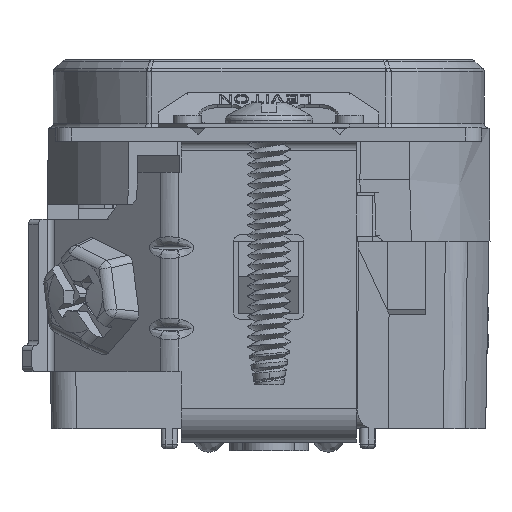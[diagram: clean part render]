
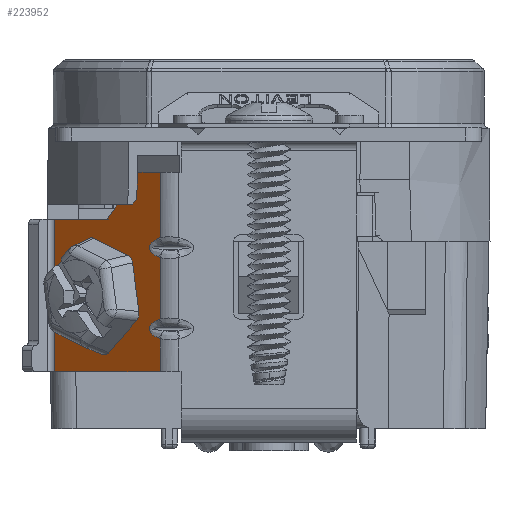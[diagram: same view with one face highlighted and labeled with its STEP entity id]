
A CAD part, front view. The second image highlights one B-rep face of the part: STEP entity #223952.
In plain terms, the highlighted planar face has unit normal (-0.682, -0.731, 0).
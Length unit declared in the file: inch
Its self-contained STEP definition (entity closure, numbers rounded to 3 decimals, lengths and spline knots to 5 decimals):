
#247 = CARTESIAN_POINT ( 'NONE',  ( -0.6106, -2.46687, -0.94541 ) ) ;
#2446 = CARTESIAN_POINT ( 'NONE',  ( -0.33636, -2.7226, -1.07521 ) ) ;
#5145 = LINE ( 'NONE', #114083, #21113 ) ;
#7273 = CARTESIAN_POINT ( 'NONE',  ( -0.33636, -2.7226, -0.76562 ) ) ;
#8650 = DIRECTION ( 'NONE',  ( -0.709, 0.661, 0.248 ) ) ;
#8838 = ORIENTED_EDGE ( 'NONE', *, *, #103069, .F. ) ;
#9347 = DIRECTION ( 'NONE',  ( 0.731, -0.682, 0. ) ) ;
#11611 = VECTOR ( 'NONE', #156788, 39.37008 ) ;
#13877 = VECTOR ( 'NONE', #68163, 39.37008 ) ;
#16396 = ORIENTED_EDGE ( 'NONE', *, *, #267499, .T. ) ;
#16856 = DIRECTION ( 'NONE',  ( -0.682, -0.731, 0. ) ) ;
#17253 = VERTEX_POINT ( 'NONE', #133530 ) ;
#20686 =( BOUNDED_CURVE ( )  B_SPLINE_CURVE ( 3, ( #2446, #89606, #254565, #194589 ),
 .UNSPECIFIED., .F., .F. ) 
 B_SPLINE_CURVE_WITH_KNOTS ( ( 4, 4 ),
 ( 5.32111, 7.24526 ),
 .UNSPECIFIED. ) 
 CURVE ( )  GEOMETRIC_REPRESENTATION_ITEM ( )  RATIONAL_B_SPLINE_CURVE ( ( 1., 0.715, 0.715, 1. ) ) 
 REPRESENTATION_ITEM ( '' )  );
#21113 = VECTOR ( 'NONE', #238204, 39.37008 ) ;
#21427 = EDGE_CURVE ( 'NONE', #180876, #97107, #20686, .T. ) ;
#22569 = CARTESIAN_POINT ( 'NONE',  ( -0.33636, -2.7226, -1.01562 ) ) ;
#24241 = CARTESIAN_POINT ( 'NONE',  ( -0.7327, -2.35301, -0.90406 ) ) ;
#27257 = CIRCLE ( 'NONE', #62053, 0.115 ) ;
#28507 = VECTOR ( 'NONE', #9347, 39.37008 ) ;
#31149 = CARTESIAN_POINT ( 'NONE',  ( -0.33386, -2.72494, -1.17741 ) ) ;
#34205 = EDGE_CURVE ( 'NONE', #107479, #84791, #5145, .T. ) ;
#35374 = EDGE_CURVE ( 'NONE', #97107, #140714, #220476, .T. ) ;
#38197 = CARTESIAN_POINT ( 'NONE',  ( -0.38187, -2.68017, -0.80931 ) ) ;
#38678 = EDGE_CURVE ( 'NONE', #249525, #187761, #47824, .T. ) ;
#39297 = EDGE_CURVE ( 'NONE', #166467, #166467, #27257, .T. ) ;
#40693 = EDGE_CURVE ( 'NONE', #141802, #162400, #85597, .T. ) ;
#42602 = CARTESIAN_POINT ( 'NONE',  ( -0.33386, -2.72494, -0.82608 ) ) ;
#46899 = EDGE_CURVE ( 'NONE', #17253, #84791, #234364, .T. ) ;
#47630 = CARTESIAN_POINT ( 'NONE',  ( -0.66033, -2.4205, -0.70762 ) ) ;
#47824 = LINE ( 'NONE', #111736, #13877 ) ;
#50361 = CARTESIAN_POINT ( 'NONE',  ( -0.49895, -2.57099, -0.70762 ) ) ;
#52568 = CARTESIAN_POINT ( 'NONE',  ( -0.60256, -2.47437, -0.98222 ) ) ;
#62053 = AXIS2_PLACEMENT_3D ( 'NONE', #250172, #229773, #162926 ) ;
#62971 = VECTOR ( 'NONE', #85528, 39.37008 ) ;
#63624 = EDGE_CURVE ( 'NONE', #188242, #172735, #132617, .T. ) ;
#64675 = CARTESIAN_POINT ( 'NONE',  ( -0.33386, -2.72494, -0.56262 ) ) ;
#65406 = EDGE_CURVE ( 'NONE', #119704, #162400, #85994, .T. ) ;
#68163 = DIRECTION ( 'NONE',  ( 0., 0., 1. ) ) ;
#68376 = EDGE_CURVE ( 'NONE', #140714, #188242, #174569, .T. ) ;
#69516 = CARTESIAN_POINT ( 'NONE',  ( -0.33386, -2.72494, -0.76474 ) ) ;
#70985 = CARTESIAN_POINT ( 'NONE',  ( -0.33386, -2.72494, -1.29141 ) ) ;
#71270 = CARTESIAN_POINT ( 'NONE',  ( -0.38187, -2.68017, -0.78151 ) ) ;
#71337 = PLANE ( 'NONE',  #164382 ) ;
#74950 = ORIENTED_EDGE ( 'NONE', *, *, #46899, .F. ) ;
#75585 = VECTOR ( 'NONE', #211461, 39.37008 ) ;
#80841 = ORIENTED_EDGE ( 'NONE', *, *, #63624, .T. ) ;
#82869 = VECTOR ( 'NONE', #186321, 39.37008 ) ;
#84195 = LINE ( 'NONE', #24241, #62971 ) ;
#84791 = VERTEX_POINT ( 'NONE', #50361 ) ;
#85472 = LINE ( 'NONE', #168572, #169026 ) ;
#85528 = DIRECTION ( 'NONE',  ( 0.709, -0.661, 0.248 ) ) ;
#85597 = LINE ( 'NONE', #127830, #160980 ) ;
#85994 = LINE ( 'NONE', #169125, #75585 ) ;
#86557 = CARTESIAN_POINT ( 'NONE',  ( -0.33636, -2.7226, -1.07521 ) ) ;
#89606 = CARTESIAN_POINT ( 'NONE',  ( -0.38187, -2.68017, -1.05931 ) ) ;
#92144 = VECTOR ( 'NONE', #8650, 39.37008 ) ;
#93345 = CARTESIAN_POINT ( 'NONE',  ( -0.33386, -2.72494, -1.01474 ) ) ;
#94520 = FACE_OUTER_BOUND ( 'NONE', #234829, .T. ) ;
#94749 = ORIENTED_EDGE ( 'NONE', *, *, #259949, .T. ) ;
#97107 = VERTEX_POINT ( 'NONE', #22569 ) ;
#99101 = CARTESIAN_POINT ( 'NONE',  ( -0.68885, -2.3939, -1.13874 ) ) ;
#99507 = CARTESIAN_POINT ( 'NONE',  ( -0.55872, -2.51525, -0.74754 ) ) ;
#101241 = DIRECTION ( 'NONE',  ( -0.731, 0.682, 0. ) ) ;
#103069 = EDGE_CURVE ( 'NONE', #249525, #219748, #214616, .T. ) ;
#107132 = CARTESIAN_POINT ( 'NONE',  ( -0.46238, -2.60509, -0.56262 ) ) ;
#107479 = VERTEX_POINT ( 'NONE', #253635 ) ;
#110466 = EDGE_CURVE ( 'NONE', #143866, #119704, #84195, .T. ) ;
#110905 = CARTESIAN_POINT ( 'NONE',  ( -0.33386, -2.72494, -1.17741 ) ) ;
#111736 = CARTESIAN_POINT ( 'NONE',  ( -0.33386, -2.72494, -1.29141 ) ) ;
#112170 = CARTESIAN_POINT ( 'NONE',  ( -0.46238, -2.60509, -0.56262 ) ) ;
#114051 = CARTESIAN_POINT ( 'NONE',  ( -0.33636, -2.7226, -0.76562 ) ) ;
#114083 = CARTESIAN_POINT ( 'NONE',  ( -0.49895, -2.57099, -0.70762 ) ) ;
#119704 = VERTEX_POINT ( 'NONE', #69516 ) ;
#123650 = DIRECTION ( 'NONE',  ( 0., 0., 1. ) ) ;
#127830 = CARTESIAN_POINT ( 'NONE',  ( -0.46238, -2.60509, -0.56262 ) ) ;
#132617 = LINE ( 'NONE', #99507, #92144 ) ;
#133530 = CARTESIAN_POINT ( 'NONE',  ( -0.66033, -2.4205, -0.70762 ) ) ;
#140714 = VERTEX_POINT ( 'NONE', #93345 ) ;
#141382 = EDGE_CURVE ( 'NONE', #187761, #180876, #156078, .T. ) ;
#141646 = CARTESIAN_POINT ( 'NONE',  ( -0.33636, -2.7226, -0.82521 ) ) ;
#141802 = VERTEX_POINT ( 'NONE', #112170 ) ;
#143866 = VERTEX_POINT ( 'NONE', #114051 ) ;
#147827 = DIRECTION ( 'NONE',  ( -0.731, 0.682, 0. ) ) ;
#156078 = LINE ( 'NONE', #52568, #188861 ) ;
#156788 = DIRECTION ( 'NONE',  ( 0., 0., 1. ) ) ;
#157253 = ORIENTED_EDGE ( 'NONE', *, *, #39297, .T. ) ;
#160980 = VECTOR ( 'NONE', #168701, 39.37008 ) ;
#162400 = VERTEX_POINT ( 'NONE', #64675 ) ;
#162926 = DIRECTION ( 'NONE',  ( -0.731, 0.682, 0. ) ) ;
#164382 = AXIS2_PLACEMENT_3D ( 'NONE', #203583, #16856, #101241 ) ;
#166467 = VERTEX_POINT ( 'NONE', #247 ) ;
#168572 = CARTESIAN_POINT ( 'NONE',  ( -0.66033, -2.4205, -1.29141 ) ) ;
#168701 = DIRECTION ( 'NONE',  ( 0.731, -0.682, 0. ) ) ;
#169026 = VECTOR ( 'NONE', #123650, 39.37008 ) ;
#169125 = CARTESIAN_POINT ( 'NONE',  ( -0.33386, -2.72494, -1.29141 ) ) ;
#172735 = VERTEX_POINT ( 'NONE', #244643 ) ;
#174569 = LINE ( 'NONE', #70985, #11611 ) ;
#180876 = VERTEX_POINT ( 'NONE', #86557 ) ;
#181927 = DIRECTION ( 'NONE',  ( -0.709, 0.661, 0.248 ) ) ;
#182279 = EDGE_LOOP ( 'NONE', ( #157253 ) ) ;
#186321 = DIRECTION ( 'NONE',  ( 0., 0., -1. ) ) ;
#187761 = VERTEX_POINT ( 'NONE', #191945 ) ;
#188242 = VERTEX_POINT ( 'NONE', #42602 ) ;
#188861 = VECTOR ( 'NONE', #181927, 39.37008 ) ;
#191738 = VECTOR ( 'NONE', #147827, 39.37008 ) ;
#191794 = ORIENTED_EDGE ( 'NONE', *, *, #264832, .F. ) ;
#191945 = CARTESIAN_POINT ( 'NONE',  ( -0.33386, -2.72494, -1.07608 ) ) ;
#192109 = ORIENTED_EDGE ( 'NONE', *, *, #35374, .T. ) ;
#193998 = ORIENTED_EDGE ( 'NONE', *, *, #65406, .T. ) ;
#194589 = CARTESIAN_POINT ( 'NONE',  ( -0.33636, -2.7226, -1.01562 ) ) ;
#195152 = ORIENTED_EDGE ( 'NONE', *, *, #68376, .T. ) ;
#196485 = ORIENTED_EDGE ( 'NONE', *, *, #34205, .T. ) ;
#199519 = FACE_BOUND ( 'NONE', #182279, .T. ) ;
#201878 = ORIENTED_EDGE ( 'NONE', *, *, #110466, .T. ) ;
#203583 = CARTESIAN_POINT ( 'NONE',  ( -0.66033, -2.4205, -1.29141 ) ) ;
#210850 = LINE ( 'NONE', #107132, #82869 ) ;
#211461 = DIRECTION ( 'NONE',  ( 0., 0., 1. ) ) ;
#213589 = CARTESIAN_POINT ( 'NONE',  ( -0.66033, -2.4205, -1.17741 ) ) ;
#214616 = LINE ( 'NONE', #110905, #191738 ) ;
#219748 = VERTEX_POINT ( 'NONE', #213589 ) ;
#220476 = LINE ( 'NONE', #99101, #243070 ) ;
#223952 = ADVANCED_FACE ( 'NONE', ( #94520, #199519 ), #71337, .T. ) ;
#229773 = DIRECTION ( 'NONE',  ( 0.682, 0.731, 0. ) ) ;
#231361 = ORIENTED_EDGE ( 'NONE', *, *, #38678, .T. ) ;
#234364 = LINE ( 'NONE', #47630, #28507 ) ;
#234829 = EDGE_LOOP ( 'NONE', ( #193998, #254972, #94749, #196485, #74950, #191794, #8838, #231361, #259953, #258367, #192109, #195152, #80841, #16396, #201878 ) ) ;
#237299 =( BOUNDED_CURVE ( )  B_SPLINE_CURVE ( 3, ( #141646, #38197, #71270, #7273 ),
 .UNSPECIFIED., .F., .F. ) 
 B_SPLINE_CURVE_WITH_KNOTS ( ( 4, 4 ),
 ( 5.32111, 7.24526 ),
 .UNSPECIFIED. ) 
 CURVE ( )  GEOMETRIC_REPRESENTATION_ITEM ( )  RATIONAL_B_SPLINE_CURVE ( ( 1., 0.715, 0.715, 1. ) ) 
 REPRESENTATION_ITEM ( '' )  );
#238204 = DIRECTION ( 'NONE',  ( -0.517, 0.482, -0.707 ) ) ;
#243070 = VECTOR ( 'NONE', #265317, 39.37008 ) ;
#244643 = CARTESIAN_POINT ( 'NONE',  ( -0.33636, -2.7226, -0.82521 ) ) ;
#249525 = VERTEX_POINT ( 'NONE', #31149 ) ;
#250172 = CARTESIAN_POINT ( 'NONE',  ( -0.52649, -2.5453, -0.94541 ) ) ;
#253635 = CARTESIAN_POINT ( 'NONE',  ( -0.46238, -2.60509, -0.65762 ) ) ;
#254565 = CARTESIAN_POINT ( 'NONE',  ( -0.38187, -2.68017, -1.03151 ) ) ;
#254972 = ORIENTED_EDGE ( 'NONE', *, *, #40693, .F. ) ;
#258367 = ORIENTED_EDGE ( 'NONE', *, *, #21427, .T. ) ;
#259949 = EDGE_CURVE ( 'NONE', #141802, #107479, #210850, .T. ) ;
#259953 = ORIENTED_EDGE ( 'NONE', *, *, #141382, .T. ) ;
#264832 = EDGE_CURVE ( 'NONE', #219748, #17253, #85472, .T. ) ;
#265317 = DIRECTION ( 'NONE',  ( 0.709, -0.661, 0.248 ) ) ;
#267499 = EDGE_CURVE ( 'NONE', #172735, #143866, #237299, .T. ) ;
